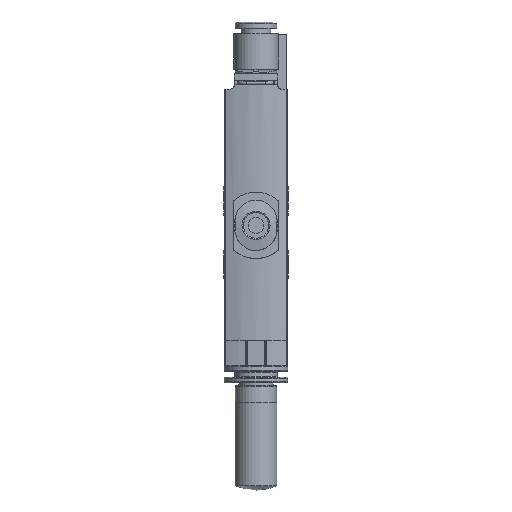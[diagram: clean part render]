
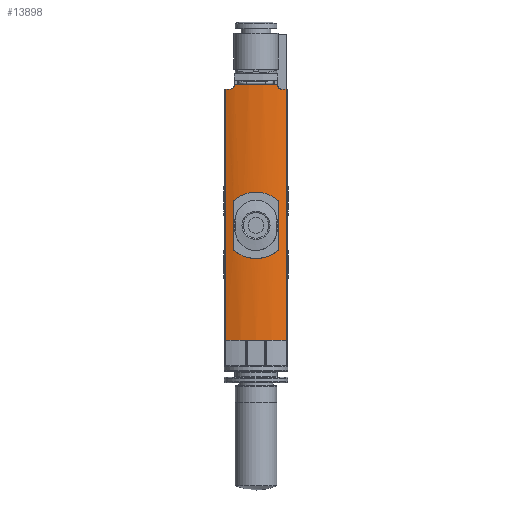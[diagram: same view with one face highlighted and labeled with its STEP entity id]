
A CAD part, front view. The second image highlights one B-rep face of the part: STEP entity #13898.
In plain terms, the highlighted cylindrical face has radius 21 mm (diameter 42 mm), a partial arc.
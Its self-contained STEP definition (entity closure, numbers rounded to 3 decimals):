
#152=B_SPLINE_CURVE_WITH_KNOTS('',3,(#19274,#19275,#19276,#19277,#19278,
#19279,#19280),.UNSPECIFIED.,.F.,.F.,(4,1,1,1,4),(0.,0.003,
0.006,0.008,0.011),
 .UNSPECIFIED.);
#153=B_SPLINE_CURVE_WITH_KNOTS('',3,(#19283,#19284,#19285,#19286),
 .UNSPECIFIED.,.F.,.F.,(4,4),(0.,0.),
 .UNSPECIFIED.);
#154=B_SPLINE_CURVE_WITH_KNOTS('',3,(#19290,#19291,#19292,#19293),
 .UNSPECIFIED.,.F.,.F.,(4,4),(0.,0.),.UNSPECIFIED.);
#155=B_SPLINE_CURVE_WITH_KNOTS('',3,(#19295,#19296,#19297,#19298,#19299,
#19300,#19301),.UNSPECIFIED.,.F.,.F.,(4,1,1,1,4),(0.,0.003,
0.006,0.008,0.011),
 .UNSPECIFIED.);
#156=B_SPLINE_CURVE_WITH_KNOTS('',3,(#19303,#19304,#19305,#19306),
 .UNSPECIFIED.,.F.,.F.,(4,4),(0.,0.),.UNSPECIFIED.);
#157=B_SPLINE_CURVE_WITH_KNOTS('',3,(#19310,#19311,#19312,#19313),
 .UNSPECIFIED.,.F.,.F.,(4,4),(0.,0.),.UNSPECIFIED.);
#158=B_SPLINE_CURVE_WITH_KNOTS('',3,(#19317,#19318,#19319,#19320,#19321),
 .UNSPECIFIED.,.F.,.F.,(4,1,4),(0.,0.001,
0.002),.UNSPECIFIED.);
#159=B_SPLINE_CURVE_WITH_KNOTS('',3,(#19333,#19334,#19335,#19336,#19337),
 .UNSPECIFIED.,.F.,.F.,(4,1,4),(0.,0.001,0.002),
 .UNSPECIFIED.);
#203=CYLINDRICAL_SURFACE('',#14602,21.);
#595=LINE('',#19288,#1527);
#596=LINE('',#19308,#1528);
#597=LINE('',#19325,#1529);
#598=LINE('',#19329,#1530);
#1527=VECTOR('',#15983,1000.);
#1528=VECTOR('',#15984,1000.);
#1529=VECTOR('',#15989,1000.);
#1530=VECTOR('',#15992,1000.);
#2514=ORIENTED_EDGE('',*,*,#5394,.T.);
#2515=ORIENTED_EDGE('',*,*,#5395,.T.);
#2516=ORIENTED_EDGE('',*,*,#5396,.T.);
#2517=ORIENTED_EDGE('',*,*,#5397,.T.);
#2518=ORIENTED_EDGE('',*,*,#5398,.T.);
#2519=ORIENTED_EDGE('',*,*,#5399,.T.);
#2520=ORIENTED_EDGE('',*,*,#5400,.T.);
#2521=ORIENTED_EDGE('',*,*,#5401,.T.);
#2522=ORIENTED_EDGE('',*,*,#5402,.F.);
#2523=ORIENTED_EDGE('',*,*,#5403,.F.);
#2524=ORIENTED_EDGE('',*,*,#5404,.F.);
#2525=ORIENTED_EDGE('',*,*,#5405,.T.);
#2526=ORIENTED_EDGE('',*,*,#5406,.T.);
#2527=ORIENTED_EDGE('',*,*,#5407,.F.);
#2528=ORIENTED_EDGE('',*,*,#5408,.F.);
#2529=ORIENTED_EDGE('',*,*,#5409,.F.);
#5394=EDGE_CURVE('',#6828,#6829,#152,.T.);
#5395=EDGE_CURVE('',#6829,#6830,#153,.T.);
#5396=EDGE_CURVE('',#6830,#6831,#595,.F.);
#5397=EDGE_CURVE('',#6831,#6832,#154,.T.);
#5398=EDGE_CURVE('',#6832,#6833,#155,.T.);
#5399=EDGE_CURVE('',#6833,#6834,#156,.T.);
#5400=EDGE_CURVE('',#6834,#6835,#596,.T.);
#5401=EDGE_CURVE('',#6835,#6828,#157,.T.);
#5402=EDGE_CURVE('',#6836,#6837,#7667,.T.);
#5403=EDGE_CURVE('',#6838,#6836,#158,.T.);
#5404=EDGE_CURVE('',#6839,#6838,#7668,.T.);
#5405=EDGE_CURVE('',#6839,#6840,#597,.T.);
#5406=EDGE_CURVE('',#6840,#6841,#7669,.T.);
#5407=EDGE_CURVE('',#6842,#6841,#598,.T.);
#5408=EDGE_CURVE('',#6843,#6842,#7670,.T.);
#5409=EDGE_CURVE('',#6837,#6843,#159,.T.);
#6828=VERTEX_POINT('',#19281);
#6829=VERTEX_POINT('',#19282);
#6830=VERTEX_POINT('',#19287);
#6831=VERTEX_POINT('',#19289);
#6832=VERTEX_POINT('',#19294);
#6833=VERTEX_POINT('',#19302);
#6834=VERTEX_POINT('',#19307);
#6835=VERTEX_POINT('',#19309);
#6836=VERTEX_POINT('',#19315);
#6837=VERTEX_POINT('',#19316);
#6838=VERTEX_POINT('',#19322);
#6839=VERTEX_POINT('',#19324);
#6840=VERTEX_POINT('',#19326);
#6841=VERTEX_POINT('',#19328);
#6842=VERTEX_POINT('',#19330);
#6843=VERTEX_POINT('',#19332);
#7667=CIRCLE('',#14603,21.);
#7668=CIRCLE('',#14604,21.);
#7669=CIRCLE('',#14605,21.);
#7670=CIRCLE('',#14606,21.);
#8135=EDGE_LOOP('',(#2514,#2515,#2516,#2517,#2518,#2519,#2520,#2521));
#8136=EDGE_LOOP('',(#2522,#2523,#2524,#2525,#2526,#2527,#2528,#2529));
#8983=FACE_BOUND('',#8135,.T.);
#8984=FACE_BOUND('',#8136,.T.);
#13898=ADVANCED_FACE('',(#8983,#8984),#203,.T.);
#14602=AXIS2_PLACEMENT_3D('',#19273,#15981,#15982);
#14603=AXIS2_PLACEMENT_3D('',#19314,#15985,#15986);
#14604=AXIS2_PLACEMENT_3D('',#19323,#15987,#15988);
#14605=AXIS2_PLACEMENT_3D('',#19327,#15990,#15991);
#14606=AXIS2_PLACEMENT_3D('',#19331,#15993,#15994);
#15981=DIRECTION('',(0.,0.,-1.));
#15982=DIRECTION('',(-1.,0.,0.));
#15983=DIRECTION('',(0.,0.,-1.));
#15984=DIRECTION('',(0.,0.,-1.));
#15985=DIRECTION('',(0.,0.,1.));
#15986=DIRECTION('',(1.,0.,0.));
#15987=DIRECTION('',(0.,0.,1.));
#15988=DIRECTION('',(1.,0.,0.));
#15989=DIRECTION('',(0.,0.,-1.));
#15990=DIRECTION('',(0.,0.,1.));
#15991=DIRECTION('',(1.,0.,0.));
#15992=DIRECTION('',(0.,0.,-1.));
#15993=DIRECTION('',(0.,0.,1.));
#15994=DIRECTION('',(1.,0.,0.));
#19273=CARTESIAN_POINT('',(0.,25.915,35.8));
#19274=CARTESIAN_POINT('',(5.075,5.538,-5.923));
#19275=CARTESIAN_POINT('',(4.377,5.364,-6.521));
#19276=CARTESIAN_POINT('',(2.786,5.044,-7.46));
#19277=CARTESIAN_POINT('',(0.004,4.851,-7.969));
#19278=CARTESIAN_POINT('',(-2.779,5.043,-7.464));
#19279=CARTESIAN_POINT('',(-4.377,5.364,-6.521));
#19280=CARTESIAN_POINT('',(-5.075,5.538,-5.923));
#19281=CARTESIAN_POINT('',(5.075,5.538,-5.923));
#19282=CARTESIAN_POINT('',(-5.075,5.538,-5.923));
#19283=CARTESIAN_POINT('',(-5.075,5.538,-5.923));
#19284=CARTESIAN_POINT('',(-5.184,5.565,-5.83));
#19285=CARTESIAN_POINT('',(-5.25,5.582,-5.689));
#19286=CARTESIAN_POINT('',(-5.25,5.582,-5.543));
#19287=CARTESIAN_POINT('',(-5.25,5.582,-5.543));
#19288=CARTESIAN_POINT('',(-5.25,5.582,35.8));
#19289=CARTESIAN_POINT('',(-5.25,5.582,5.543));
#19290=CARTESIAN_POINT('',(-5.25,5.582,5.543));
#19291=CARTESIAN_POINT('',(-5.25,5.582,5.689));
#19292=CARTESIAN_POINT('',(-5.184,5.565,5.83));
#19293=CARTESIAN_POINT('',(-5.075,5.538,5.923));
#19294=CARTESIAN_POINT('',(-5.075,5.538,5.923));
#19295=CARTESIAN_POINT('',(-5.075,5.538,5.923));
#19296=CARTESIAN_POINT('',(-4.377,5.364,6.521));
#19297=CARTESIAN_POINT('',(-2.786,5.044,7.46));
#19298=CARTESIAN_POINT('',(-0.004,4.851,7.969));
#19299=CARTESIAN_POINT('',(2.779,5.043,7.464));
#19300=CARTESIAN_POINT('',(4.377,5.364,6.521));
#19301=CARTESIAN_POINT('',(5.075,5.538,5.923));
#19302=CARTESIAN_POINT('',(5.075,5.538,5.923));
#19303=CARTESIAN_POINT('',(5.075,5.538,5.923));
#19304=CARTESIAN_POINT('',(5.184,5.565,5.83));
#19305=CARTESIAN_POINT('',(5.25,5.582,5.689));
#19306=CARTESIAN_POINT('',(5.25,5.582,5.543));
#19307=CARTESIAN_POINT('',(5.25,5.582,5.543));
#19308=CARTESIAN_POINT('',(5.25,5.582,35.8));
#19309=CARTESIAN_POINT('',(5.25,5.582,-5.543));
#19310=CARTESIAN_POINT('',(5.25,5.582,-5.543));
#19311=CARTESIAN_POINT('',(5.25,5.582,-5.689));
#19312=CARTESIAN_POINT('',(5.184,5.565,-5.83));
#19313=CARTESIAN_POINT('',(5.075,5.538,-5.923));
#19314=CARTESIAN_POINT('',(0.,25.915,33.));
#19315=CARTESIAN_POINT('',(-5.1,5.544,33.));
#19316=CARTESIAN_POINT('',(5.1,5.544,33.));
#19317=CARTESIAN_POINT('',(-6.1,5.82,32.));
#19318=CARTESIAN_POINT('',(-5.842,5.742,32.));
#19319=CARTESIAN_POINT('',(-5.33,5.6,32.205));
#19320=CARTESIAN_POINT('',(-5.1,5.544,32.731));
#19321=CARTESIAN_POINT('',(-5.1,5.544,33.));
#19322=CARTESIAN_POINT('',(-6.1,5.82,32.));
#19323=CARTESIAN_POINT('',(0.,25.915,32.));
#19324=CARTESIAN_POINT('',(-7.171,6.177,32.));
#19325=CARTESIAN_POINT('',(-7.171,6.177,35.8));
#19326=CARTESIAN_POINT('',(-7.171,6.177,-27.));
#19327=CARTESIAN_POINT('',(0.,25.915,-27.));
#19328=CARTESIAN_POINT('',(7.171,6.177,-27.));
#19329=CARTESIAN_POINT('',(7.171,6.177,35.8));
#19330=CARTESIAN_POINT('',(7.171,6.177,32.));
#19331=CARTESIAN_POINT('',(0.,25.915,32.));
#19332=CARTESIAN_POINT('',(6.1,5.82,32.));
#19333=CARTESIAN_POINT('',(5.1,5.544,33.));
#19334=CARTESIAN_POINT('',(5.1,5.544,32.731));
#19335=CARTESIAN_POINT('',(5.329,5.599,32.206));
#19336=CARTESIAN_POINT('',(5.843,5.742,32.));
#19337=CARTESIAN_POINT('',(6.1,5.82,32.));
